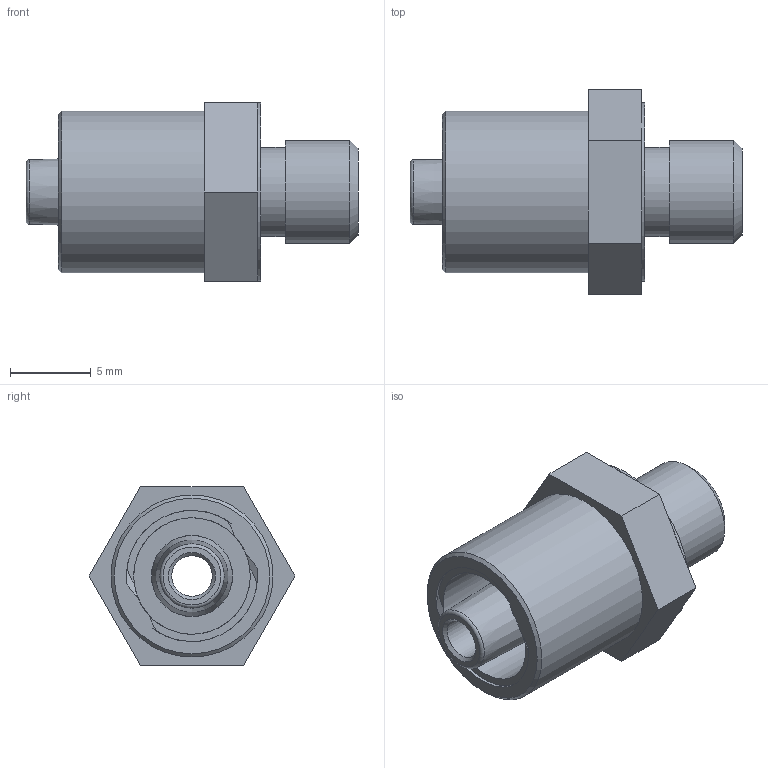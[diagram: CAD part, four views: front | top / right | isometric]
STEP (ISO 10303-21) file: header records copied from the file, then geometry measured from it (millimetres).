
FILE_DESCRIPTION(/* description */ ('Unknown'),/* implementation_level */ '2;1');
FILE_NAME(/* name */ '560952A_1-4_28_Kunde',/* time_stamp */ '2019-09-09T18:47:15+02:00',/* author */ ('Vitus Schwinghammer'),/* organization */ ('Vieweg GmbH'),/* preprocessor_version */ 'ST-DEVELOPER v16.7',/* originating_system */ 'Solid Edge',/* authorisation */ 'Unknown');
FILE_SCHEMA (('AUTOMOTIVE_DESIGN {1 0 10303 214 3 1 1}'));
Length unit declared in the file: millimetre
Products named in the file (3): 560952A_1-4_28; S00273_1-4_28_R0; S00274_R1
Assembly tree (2 placements, depth 2):
  560952A_1-4_28
    S00273_1-4_28_R0
    S00274_R1
Bounding box: 20.5 x 12.7 x 11 mm (x, y, z)
Volume: 993.7 mm3; surface area: 1345 mm2
Topology: 2 solids, 2 shells, 44 faces, 96 edges, 60 vertices
Faces by surface type: plane 22, cylinder 10, cone 7, bspline 4, torus 1
Full cylindrical faces by diameter (mm): 2.5 x1, 5 x1, 5.005 x1, 5.5 x1, 6.35 x1, 7.2 x1, 10 x1, 11 x1
Entity records: 1641 total; most frequent: CARTESIAN_POINT 519, DIRECTION 182, ORIENTED_EDGE 152, AXIS2_PLACEMENT_3D 79, EDGE_CURVE 76, EDGE_LOOP 68, FACE_BOUND 68, VERTEX_POINT 56
